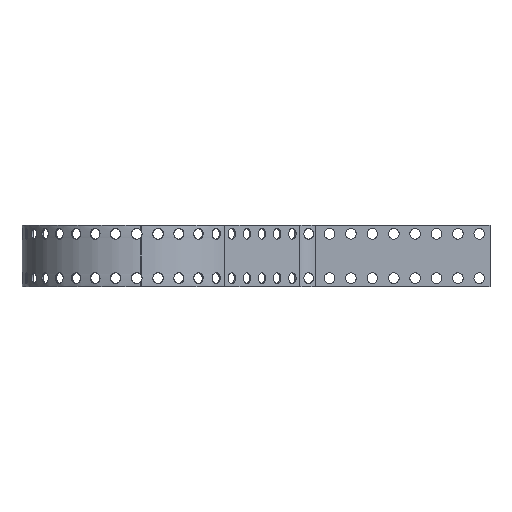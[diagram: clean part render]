
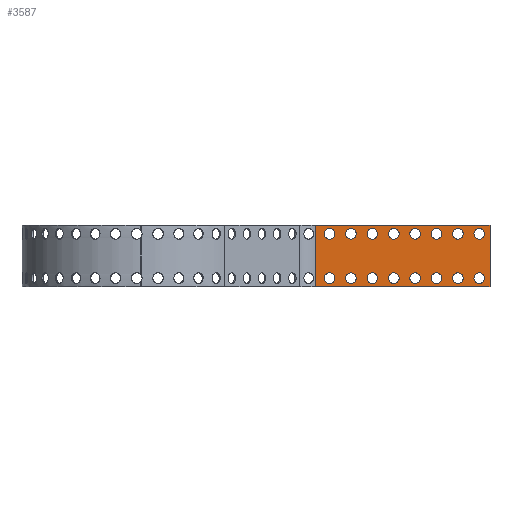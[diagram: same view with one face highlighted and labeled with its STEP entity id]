
A CAD part, front view. The second image highlights one B-rep face of the part: STEP entity #3587.
In plain terms, the highlighted planar face has unit normal (0, -1, 0).
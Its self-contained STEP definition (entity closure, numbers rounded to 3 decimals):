
#110=FACE_BOUND('',#835,.T.);
#111=FACE_BOUND('',#836,.T.);
#112=FACE_BOUND('',#837,.T.);
#113=FACE_BOUND('',#838,.T.);
#114=FACE_BOUND('',#839,.T.);
#115=FACE_BOUND('',#840,.T.);
#116=FACE_BOUND('',#841,.T.);
#117=FACE_BOUND('',#842,.T.);
#118=FACE_BOUND('',#843,.T.);
#119=FACE_BOUND('',#844,.T.);
#120=FACE_BOUND('',#845,.T.);
#121=FACE_BOUND('',#846,.T.);
#122=FACE_BOUND('',#847,.T.);
#123=FACE_BOUND('',#848,.T.);
#124=FACE_BOUND('',#849,.T.);
#125=FACE_BOUND('',#850,.T.);
#564=FACE_OUTER_BOUND('',#834,.T.);
#834=EDGE_LOOP('',(#2836,#2837,#2838,#2839));
#835=EDGE_LOOP('',(#2840));
#836=EDGE_LOOP('',(#2841));
#837=EDGE_LOOP('',(#2842));
#838=EDGE_LOOP('',(#2843));
#839=EDGE_LOOP('',(#2844));
#840=EDGE_LOOP('',(#2845));
#841=EDGE_LOOP('',(#2846));
#842=EDGE_LOOP('',(#2847));
#843=EDGE_LOOP('',(#2848));
#844=EDGE_LOOP('',(#2849));
#845=EDGE_LOOP('',(#2850));
#846=EDGE_LOOP('',(#2851));
#847=EDGE_LOOP('',(#2852));
#848=EDGE_LOOP('',(#2853));
#849=EDGE_LOOP('',(#2854));
#850=EDGE_LOOP('',(#2855));
#1140=LINE('',#31544,#1348);
#1141=LINE('',#31546,#1349);
#1142=LINE('',#31548,#1350);
#1143=LINE('',#31549,#1351);
#1348=VECTOR('',#4190,10.);
#1349=VECTOR('',#4191,10.);
#1350=VECTOR('',#4192,10.);
#1351=VECTOR('',#4193,10.);
#1472=CIRCLE('',#3757,3.5);
#1473=CIRCLE('',#3758,3.5);
#1474=CIRCLE('',#3759,3.5);
#1475=CIRCLE('',#3760,3.5);
#1476=CIRCLE('',#3761,3.5);
#1477=CIRCLE('',#3762,3.5);
#1478=CIRCLE('',#3763,3.5);
#1479=CIRCLE('',#3764,3.5);
#1480=CIRCLE('',#3765,3.5);
#1481=CIRCLE('',#3766,3.5);
#1482=CIRCLE('',#3767,3.5);
#1483=CIRCLE('',#3768,3.5);
#1484=CIRCLE('',#3769,3.5);
#1485=CIRCLE('',#3770,3.5);
#1486=CIRCLE('',#3771,3.5);
#1487=CIRCLE('',#3772,3.5);
#1736=VERTEX_POINT('',#31542);
#1737=VERTEX_POINT('',#31543);
#1738=VERTEX_POINT('',#31545);
#1739=VERTEX_POINT('',#31547);
#1740=VERTEX_POINT('',#31550);
#1741=VERTEX_POINT('',#31552);
#1742=VERTEX_POINT('',#31554);
#1743=VERTEX_POINT('',#31556);
#1744=VERTEX_POINT('',#31558);
#1745=VERTEX_POINT('',#31560);
#1746=VERTEX_POINT('',#31562);
#1747=VERTEX_POINT('',#31564);
#1748=VERTEX_POINT('',#31566);
#1749=VERTEX_POINT('',#31568);
#1750=VERTEX_POINT('',#31570);
#1751=VERTEX_POINT('',#31572);
#1752=VERTEX_POINT('',#31574);
#1753=VERTEX_POINT('',#31576);
#1754=VERTEX_POINT('',#31578);
#1755=VERTEX_POINT('',#31580);
#2124=EDGE_CURVE('',#1736,#1737,#1140,.T.);
#2125=EDGE_CURVE('',#1738,#1737,#1141,.T.);
#2126=EDGE_CURVE('',#1739,#1738,#1142,.T.);
#2127=EDGE_CURVE('',#1736,#1739,#1143,.T.);
#2128=EDGE_CURVE('',#1740,#1740,#1472,.T.);
#2129=EDGE_CURVE('',#1741,#1741,#1473,.T.);
#2130=EDGE_CURVE('',#1742,#1742,#1474,.T.);
#2131=EDGE_CURVE('',#1743,#1743,#1475,.T.);
#2132=EDGE_CURVE('',#1744,#1744,#1476,.T.);
#2133=EDGE_CURVE('',#1745,#1745,#1477,.T.);
#2134=EDGE_CURVE('',#1746,#1746,#1478,.T.);
#2135=EDGE_CURVE('',#1747,#1747,#1479,.T.);
#2136=EDGE_CURVE('',#1748,#1748,#1480,.T.);
#2137=EDGE_CURVE('',#1749,#1749,#1481,.T.);
#2138=EDGE_CURVE('',#1750,#1750,#1482,.T.);
#2139=EDGE_CURVE('',#1751,#1751,#1483,.T.);
#2140=EDGE_CURVE('',#1752,#1752,#1484,.T.);
#2141=EDGE_CURVE('',#1753,#1753,#1485,.T.);
#2142=EDGE_CURVE('',#1754,#1754,#1486,.T.);
#2143=EDGE_CURVE('',#1755,#1755,#1487,.T.);
#2836=ORIENTED_EDGE('',*,*,#2124,.T.);
#2837=ORIENTED_EDGE('',*,*,#2125,.F.);
#2838=ORIENTED_EDGE('',*,*,#2126,.F.);
#2839=ORIENTED_EDGE('',*,*,#2127,.F.);
#2840=ORIENTED_EDGE('',*,*,#2128,.T.);
#2841=ORIENTED_EDGE('',*,*,#2129,.T.);
#2842=ORIENTED_EDGE('',*,*,#2130,.T.);
#2843=ORIENTED_EDGE('',*,*,#2131,.T.);
#2844=ORIENTED_EDGE('',*,*,#2132,.T.);
#2845=ORIENTED_EDGE('',*,*,#2133,.T.);
#2846=ORIENTED_EDGE('',*,*,#2134,.T.);
#2847=ORIENTED_EDGE('',*,*,#2135,.T.);
#2848=ORIENTED_EDGE('',*,*,#2136,.T.);
#2849=ORIENTED_EDGE('',*,*,#2137,.T.);
#2850=ORIENTED_EDGE('',*,*,#2138,.T.);
#2851=ORIENTED_EDGE('',*,*,#2139,.T.);
#2852=ORIENTED_EDGE('',*,*,#2140,.T.);
#2853=ORIENTED_EDGE('',*,*,#2141,.T.);
#2854=ORIENTED_EDGE('',*,*,#2142,.T.);
#2855=ORIENTED_EDGE('',*,*,#2143,.T.);
#3298=PLANE('',#3756);
#3587=ADVANCED_FACE('',(#564,#110,#111,#112,#113,#114,#115,#116,#117,#118,
#119,#120,#121,#122,#123,#124,#125),#3298,.F.);
#3756=AXIS2_PLACEMENT_3D('',#31541,#4188,#4189);
#3757=AXIS2_PLACEMENT_3D('',#31551,#4194,#4195);
#3758=AXIS2_PLACEMENT_3D('',#31553,#4196,#4197);
#3759=AXIS2_PLACEMENT_3D('',#31555,#4198,#4199);
#3760=AXIS2_PLACEMENT_3D('',#31557,#4200,#4201);
#3761=AXIS2_PLACEMENT_3D('',#31559,#4202,#4203);
#3762=AXIS2_PLACEMENT_3D('',#31561,#4204,#4205);
#3763=AXIS2_PLACEMENT_3D('',#31563,#4206,#4207);
#3764=AXIS2_PLACEMENT_3D('',#31565,#4208,#4209);
#3765=AXIS2_PLACEMENT_3D('',#31567,#4210,#4211);
#3766=AXIS2_PLACEMENT_3D('',#31569,#4212,#4213);
#3767=AXIS2_PLACEMENT_3D('',#31571,#4214,#4215);
#3768=AXIS2_PLACEMENT_3D('',#31573,#4216,#4217);
#3769=AXIS2_PLACEMENT_3D('',#31575,#4218,#4219);
#3770=AXIS2_PLACEMENT_3D('',#31577,#4220,#4221);
#3771=AXIS2_PLACEMENT_3D('',#31579,#4222,#4223);
#3772=AXIS2_PLACEMENT_3D('',#31581,#4224,#4225);
#4188=DIRECTION('center_axis',(0.,1.,0.));
#4189=DIRECTION('ref_axis',(0.,0.,1.));
#4190=DIRECTION('',(0.,0.,-1.));
#4191=DIRECTION('',(-1.,0.,0.));
#4192=DIRECTION('',(0.,0.,-1.));
#4193=DIRECTION('',(1.,0.,0.));
#4194=DIRECTION('center_axis',(0.,1.,0.));
#4195=DIRECTION('ref_axis',(-1.,0.,0.));
#4196=DIRECTION('center_axis',(0.,1.,0.));
#4197=DIRECTION('ref_axis',(-1.,0.,0.));
#4198=DIRECTION('center_axis',(0.,1.,0.));
#4199=DIRECTION('ref_axis',(-1.,0.,0.));
#4200=DIRECTION('center_axis',(0.,1.,0.));
#4201=DIRECTION('ref_axis',(-1.,0.,0.));
#4202=DIRECTION('center_axis',(0.,1.,0.));
#4203=DIRECTION('ref_axis',(-1.,0.,0.));
#4204=DIRECTION('center_axis',(0.,1.,0.));
#4205=DIRECTION('ref_axis',(-1.,0.,0.));
#4206=DIRECTION('center_axis',(0.,1.,0.));
#4207=DIRECTION('ref_axis',(-1.,0.,0.));
#4208=DIRECTION('center_axis',(0.,1.,0.));
#4209=DIRECTION('ref_axis',(-1.,0.,0.));
#4210=DIRECTION('center_axis',(0.,1.,0.));
#4211=DIRECTION('ref_axis',(-1.,0.,0.));
#4212=DIRECTION('center_axis',(0.,1.,0.));
#4213=DIRECTION('ref_axis',(-1.,0.,0.));
#4214=DIRECTION('center_axis',(0.,1.,0.));
#4215=DIRECTION('ref_axis',(-1.,0.,0.));
#4216=DIRECTION('center_axis',(0.,1.,0.));
#4217=DIRECTION('ref_axis',(-1.,0.,0.));
#4218=DIRECTION('center_axis',(0.,1.,0.));
#4219=DIRECTION('ref_axis',(-1.,0.,0.));
#4220=DIRECTION('center_axis',(0.,1.,0.));
#4221=DIRECTION('ref_axis',(-1.,0.,0.));
#4222=DIRECTION('center_axis',(0.,1.,0.));
#4223=DIRECTION('ref_axis',(-1.,0.,0.));
#4224=DIRECTION('center_axis',(0.,1.,0.));
#4225=DIRECTION('ref_axis',(-1.,0.,0.));
#31541=CARTESIAN_POINT('Origin',(-405.771,75.868,20.));
#31542=CARTESIAN_POINT('',(-141.901,75.868,40.));
#31543=CARTESIAN_POINT('',(-141.901,75.868,0.));
#31544=CARTESIAN_POINT('',(-141.901,75.868,30.));
#31545=CARTESIAN_POINT('',(-27.771,75.868,0.));
#31546=CARTESIAN_POINT('',(-27.771,75.868,0.));
#31547=CARTESIAN_POINT('',(-27.771,75.868,40.));
#31548=CARTESIAN_POINT('',(-27.771,75.868,40.));
#31549=CARTESIAN_POINT('',(-783.771,75.868,40.));
#31550=CARTESIAN_POINT('',(-31.271,75.868,5.5));
#31551=CARTESIAN_POINT('Origin',(-34.771,75.868,5.5));
#31552=CARTESIAN_POINT('',(-31.271,75.868,34.5));
#31553=CARTESIAN_POINT('Origin',(-34.771,75.868,34.5));
#31554=CARTESIAN_POINT('',(-45.271,75.868,5.5));
#31555=CARTESIAN_POINT('Origin',(-48.771,75.868,5.5));
#31556=CARTESIAN_POINT('',(-45.271,75.868,34.5));
#31557=CARTESIAN_POINT('Origin',(-48.771,75.868,34.5));
#31558=CARTESIAN_POINT('',(-59.271,75.868,5.5));
#31559=CARTESIAN_POINT('Origin',(-62.771,75.868,5.5));
#31560=CARTESIAN_POINT('',(-59.271,75.868,34.5));
#31561=CARTESIAN_POINT('Origin',(-62.771,75.868,34.5));
#31562=CARTESIAN_POINT('',(-73.271,75.868,5.5));
#31563=CARTESIAN_POINT('Origin',(-76.771,75.868,5.5));
#31564=CARTESIAN_POINT('',(-73.271,75.868,34.5));
#31565=CARTESIAN_POINT('Origin',(-76.771,75.868,34.5));
#31566=CARTESIAN_POINT('',(-87.271,75.868,5.5));
#31567=CARTESIAN_POINT('Origin',(-90.771,75.868,5.5));
#31568=CARTESIAN_POINT('',(-87.271,75.868,34.5));
#31569=CARTESIAN_POINT('Origin',(-90.771,75.868,34.5));
#31570=CARTESIAN_POINT('',(-101.271,75.868,5.5));
#31571=CARTESIAN_POINT('Origin',(-104.771,75.868,5.5));
#31572=CARTESIAN_POINT('',(-101.271,75.868,34.5));
#31573=CARTESIAN_POINT('Origin',(-104.771,75.868,34.5));
#31574=CARTESIAN_POINT('',(-115.271,75.868,5.5));
#31575=CARTESIAN_POINT('Origin',(-118.771,75.868,5.5));
#31576=CARTESIAN_POINT('',(-115.271,75.868,34.5));
#31577=CARTESIAN_POINT('Origin',(-118.771,75.868,34.5));
#31578=CARTESIAN_POINT('',(-129.271,75.868,5.5));
#31579=CARTESIAN_POINT('Origin',(-132.771,75.868,5.5));
#31580=CARTESIAN_POINT('',(-129.271,75.868,34.5));
#31581=CARTESIAN_POINT('Origin',(-132.771,75.868,34.5));
